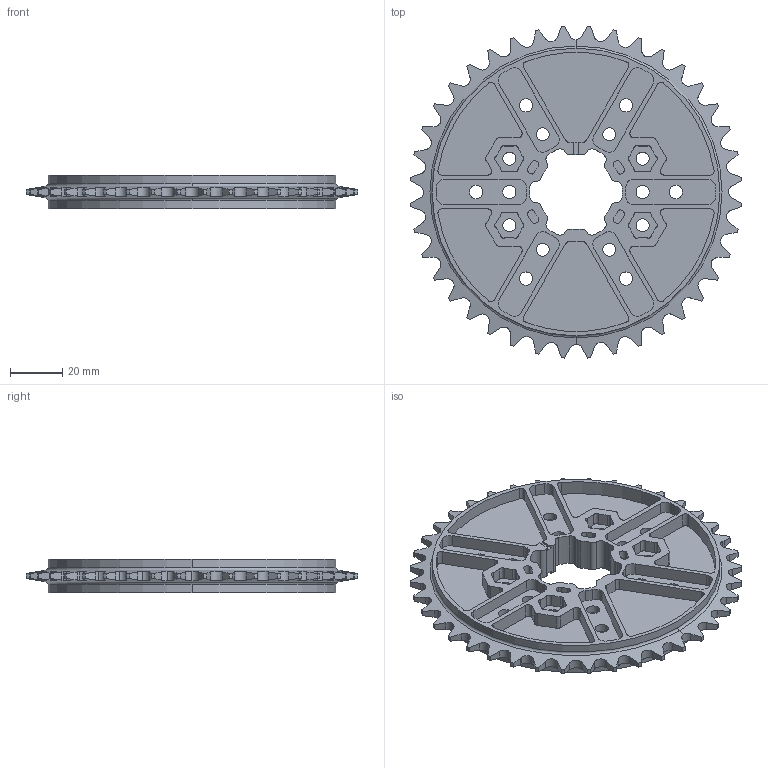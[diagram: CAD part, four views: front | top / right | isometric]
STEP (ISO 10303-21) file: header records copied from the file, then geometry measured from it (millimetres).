
FILE_DESCRIPTION (( 'STEP AP203' ), '1' );
FILE_NAME ('REV-21-3721.STEP', '2024-09-09T16:05:22', ( '' ), ( '' ), 'SwSTEP 2.0', 'SolidWorks 2022', '' );
FILE_SCHEMA (( 'CONFIG_CONTROL_DESIGN' ));
Length unit declared in the file: millimetre
Products named in the file (1): REV-21-3721
Bounding box: 126.54 x 126.54 x 12.7 mm (x, y, z)
Volume: 50158.4 mm3; surface area: 40966.4 mm2
Topology: 1 solids, 1 shells, 728 faces, 2060 edges, 1372 vertices
Faces by surface type: cylinder 544, plane 176, torus 4, cone 4
Entity records: 26022 total; most frequent: CARTESIAN_POINT 6652, ORIENTED_EDGE 4120, DIRECTION 4098, EDGE_CURVE 2060, AXIS2_PLACEMENT_3D 1575, VERTEX_POINT 1372, LINE 948, VECTOR 948
